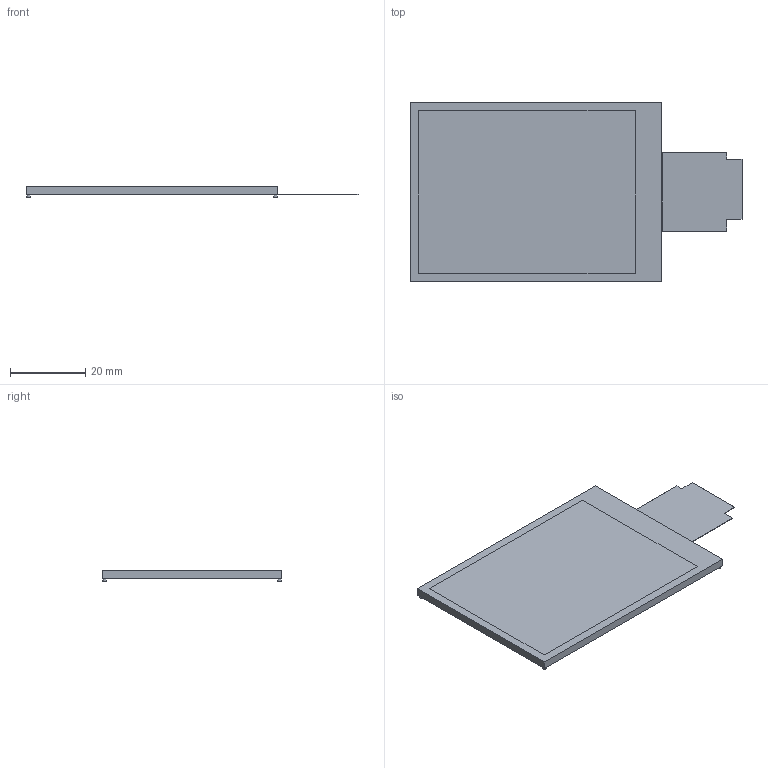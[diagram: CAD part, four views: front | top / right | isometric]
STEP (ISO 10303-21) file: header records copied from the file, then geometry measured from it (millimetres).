
FILE_DESCRIPTION(('FreeCAD Model'),'2;1');
FILE_NAME('Open CASCADE Shape Model','2024-12-12T18:51:25',('Author'),( ''),'Open CASCADE STEP processor 7.8','FreeCAD','Unknown');
FILE_SCHEMA(('AUTOMOTIVE_DESIGN { 1 0 10303 214 1 1 1 1 }'));
Length unit declared in the file: millimetre
Products named in the file (8): Unnamed; Shell; Screen; Ribbon; Cylinder; Cylinder001; Cylinder002; Cylinder003
Assembly tree (7 placements, depth 2):
  Unnamed
    Shell
    Screen
    Ribbon
    Cylinder
    Cylinder001
    Cylinder002
    Cylinder003
Bounding box: 88.29 x 47.8 x 2.8 mm (x, y, z)
Volume: 11849.9 mm3; surface area: 13139.8 mm2
Topology: 7 solids, 7 shells, 34 faces, 60 edges, 40 vertices
Faces by surface type: plane 30, cylinder 4
Full cylindrical faces by diameter (mm): 0.95 x4
Entity records: 1010 total; most frequent: DIRECTION 152, CARTESIAN_POINT 142, ORIENTED_EDGE 120, EDGE_CURVE 60, LINE 52, VECTOR 52, AXIS2_PLACEMENT_3D 50, VERTEX_POINT 40
